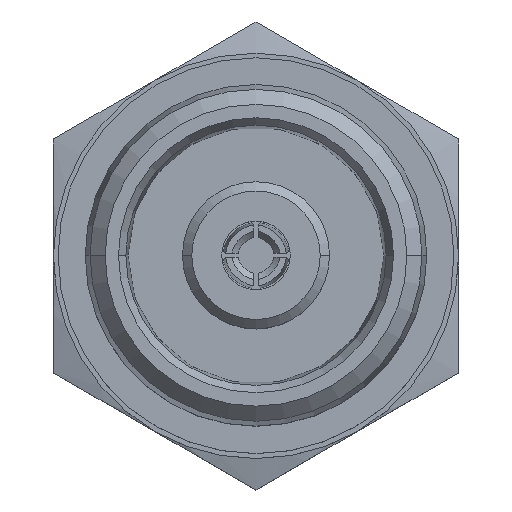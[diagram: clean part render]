
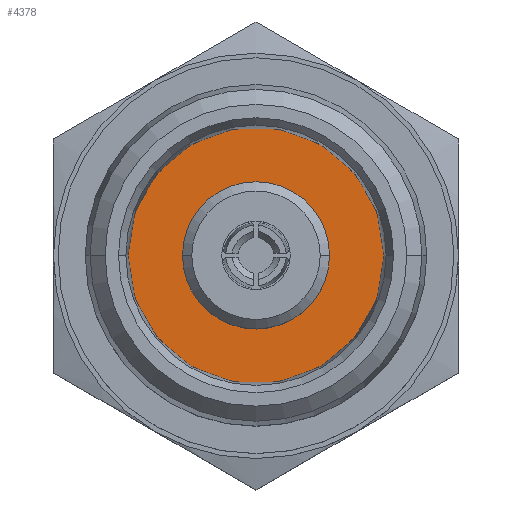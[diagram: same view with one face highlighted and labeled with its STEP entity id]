
A CAD part, top view. The second image highlights one B-rep face of the part: STEP entity #4378.
In plain terms, the highlighted planar face has unit normal (0, 0, 1).
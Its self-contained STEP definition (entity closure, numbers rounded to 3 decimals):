
#496 = DIRECTION ( 'NONE',  ( 0., 0., -1. ) ) ;
#504 = CARTESIAN_POINT ( 'NONE',  ( 0., 0., -3.888 ) ) ;
#506 = PLANE ( 'NONE',  #8557 ) ;
#508 = DIRECTION ( 'NONE',  ( -1., 0., 0. ) ) ;
#597 = EDGE_CURVE ( 'NONE', #4944, #4940, #7548, .T. ) ;
#732 = FACE_OUTER_BOUND ( 'NONE', #5064, .T. ) ;
#736 = FACE_BOUND ( 'NONE', #5067, .T. ) ;
#1696 = EDGE_CURVE ( 'NONE', #4628, #4627, #7989, .T. ) ;
#1763 = AXIS2_PLACEMENT_3D ( 'NONE', #5343, #5342, #5351 ) ;
#1774 = ORIENTED_EDGE ( 'NONE', *, *, #4607, .F. ) ;
#1818 = ORIENTED_EDGE ( 'NONE', *, *, #597, .F. ) ;
#1824 = ORIENTED_EDGE ( 'NONE', *, *, #1696, .F. ) ;
#1826 = ORIENTED_EDGE ( 'NONE', *, *, #4608, .F. ) ;
#2065 = AXIS2_PLACEMENT_3D ( 'NONE', #9075, #9076, #9077 ) ;
#2612 = CIRCLE ( 'NONE', #5576, 2.36 ) ;
#2618 = CIRCLE ( 'NONE', #5575, 4.107 ) ;
#4378 = ADVANCED_FACE ( 'NONE', ( #732, #736 ), #506, .F. ) ;
#4607 = EDGE_CURVE ( 'NONE', #4940, #4944, #2618, .T. ) ;
#4608 = EDGE_CURVE ( 'NONE', #4627, #4628, #2612, .T. ) ;
#4627 = VERTEX_POINT ( 'NONE', #6769 ) ;
#4628 = VERTEX_POINT ( 'NONE', #6780 ) ;
#4940 = VERTEX_POINT ( 'NONE', #6774 ) ;
#4944 = VERTEX_POINT ( 'NONE', #6786 ) ;
#5064 = EDGE_LOOP ( 'NONE', ( #1818, #1774 ) ) ;
#5067 = EDGE_LOOP ( 'NONE', ( #1824, #1826 ) ) ;
#5342 = DIRECTION ( 'NONE',  ( 0., 0., -1. ) ) ;
#5343 = CARTESIAN_POINT ( 'NONE',  ( 0., 0., -3.888 ) ) ;
#5351 = DIRECTION ( 'NONE',  ( -1., 0., 0. ) ) ;
#5575 = AXIS2_PLACEMENT_3D ( 'NONE', #6728, #6729, #6730 ) ;
#5576 = AXIS2_PLACEMENT_3D ( 'NONE', #6731, #6732, #6733 ) ;
#6728 = CARTESIAN_POINT ( 'NONE',  ( 0., 0., -3.888 ) ) ;
#6729 = DIRECTION ( 'NONE',  ( 0., 0., -1. ) ) ;
#6730 = DIRECTION ( 'NONE',  ( -1., 0., 0. ) ) ;
#6731 = CARTESIAN_POINT ( 'NONE',  ( 0., 0., -3.888 ) ) ;
#6732 = DIRECTION ( 'NONE',  ( 0., 0., 1. ) ) ;
#6733 = DIRECTION ( 'NONE',  ( -1., 0., 0. ) ) ;
#6769 = CARTESIAN_POINT ( 'NONE',  ( -2.36, 0., -3.888 ) ) ;
#6774 = CARTESIAN_POINT ( 'NONE',  ( -4.107, 0., -3.888 ) ) ;
#6780 = CARTESIAN_POINT ( 'NONE',  ( 2.36, 0., -3.888 ) ) ;
#6786 = CARTESIAN_POINT ( 'NONE',  ( 4.107, 0., -3.888 ) ) ;
#7548 = CIRCLE ( 'NONE', #1763, 4.107 ) ;
#7989 = CIRCLE ( 'NONE', #2065, 2.36 ) ;
#8557 = AXIS2_PLACEMENT_3D ( 'NONE', #504, #496, #508 ) ;
#9075 = CARTESIAN_POINT ( 'NONE',  ( 0., 0., -3.888 ) ) ;
#9076 = DIRECTION ( 'NONE',  ( 0., 0., 1. ) ) ;
#9077 = DIRECTION ( 'NONE',  ( -1., 0., 0. ) ) ;
